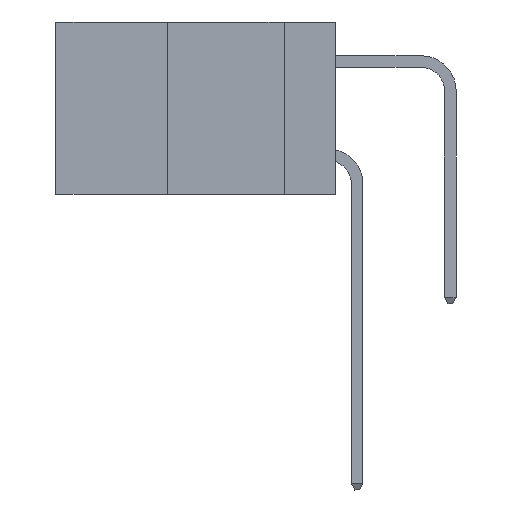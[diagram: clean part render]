
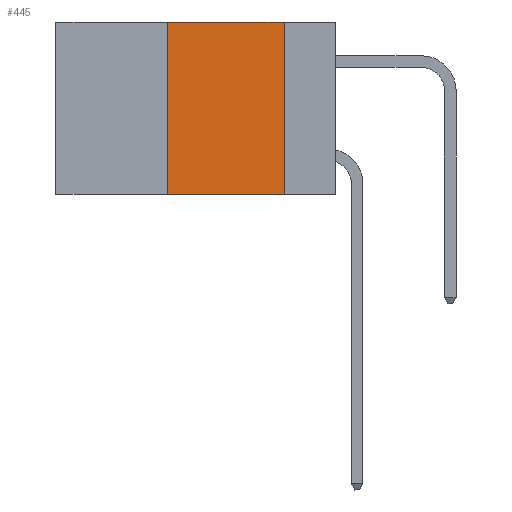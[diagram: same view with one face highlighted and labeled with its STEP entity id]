
A CAD part, left-side view. The second image highlights one B-rep face of the part: STEP entity #445.
In plain terms, the highlighted planar face has unit normal (-1, 0, 0).
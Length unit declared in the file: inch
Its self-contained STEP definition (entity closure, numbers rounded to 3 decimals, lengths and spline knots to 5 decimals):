
#386 = VERTEX_POINT ( 'NONE', #26876 ) ;
#445 = ADVANCED_FACE ( 'NONE', ( #3315 ), #6958, .F. ) ;
#863 = LINE ( 'NONE', #15942, #27227 ) ;
#1274 = DIRECTION ( 'NONE',  ( 0., -1., 0. ) ) ;
#1466 = CARTESIAN_POINT ( 'NONE',  ( 0., 0.6, -0.37 ) ) ;
#1705 = ORIENTED_EDGE ( 'NONE', *, *, #13126, .F. ) ;
#2049 = VERTEX_POINT ( 'NONE', #7745 ) ;
#3315 = FACE_OUTER_BOUND ( 'NONE', #23197, .T. ) ;
#4051 = LINE ( 'NONE', #16416, #6182 ) ;
#4489 = LINE ( 'NONE', #18656, #6633 ) ;
#6182 = VECTOR ( 'NONE', #11966, 39.37008 ) ;
#6633 = VECTOR ( 'NONE', #16356, 39.37008 ) ;
#6651 = VERTEX_POINT ( 'NONE', #27133 ) ;
#6958 = PLANE ( 'NONE',  #8612 ) ;
#7745 = CARTESIAN_POINT ( 'NONE',  ( 0., 0.11, 0. ) ) ;
#8612 = AXIS2_PLACEMENT_3D ( 'NONE', #25070, #13334, #18110 ) ;
#8968 = ORIENTED_EDGE ( 'NONE', *, *, #10402, .T. ) ;
#10402 = EDGE_CURVE ( 'NONE', #6651, #386, #16803, .T. ) ;
#11966 = DIRECTION ( 'NONE',  ( 0., 0., 1. ) ) ;
#13126 = EDGE_CURVE ( 'NONE', #2049, #386, #4489, .T. ) ;
#13334 = DIRECTION ( 'NONE',  ( 1., 0., 0. ) ) ;
#13926 = VECTOR ( 'NONE', #1274, 39.37008 ) ;
#15942 = CARTESIAN_POINT ( 'NONE',  ( 0., 0.6, 0. ) ) ;
#16356 = DIRECTION ( 'NONE',  ( 0., 0., -1. ) ) ;
#16416 = CARTESIAN_POINT ( 'NONE',  ( 0., 0.36, 0. ) ) ;
#16558 = CARTESIAN_POINT ( 'NONE',  ( 0., 0.36, 0. ) ) ;
#16803 = LINE ( 'NONE', #1466, #13926 ) ;
#17561 = VERTEX_POINT ( 'NONE', #16558 ) ;
#18110 = DIRECTION ( 'NONE',  ( 0., 0., -1. ) ) ;
#18656 = CARTESIAN_POINT ( 'NONE',  ( 0., 0.11, 0. ) ) ;
#23197 = EDGE_LOOP ( 'NONE', ( #1705, #26780, #27250, #8968 ) ) ;
#25070 = CARTESIAN_POINT ( 'NONE',  ( 0., 0.6, 0. ) ) ;
#26780 = ORIENTED_EDGE ( 'NONE', *, *, #27827, .F. ) ;
#26876 = CARTESIAN_POINT ( 'NONE',  ( 0., 0.11, -0.37 ) ) ;
#27133 = CARTESIAN_POINT ( 'NONE',  ( 0., 0.36, -0.37 ) ) ;
#27227 = VECTOR ( 'NONE', #27598, 39.37008 ) ;
#27250 = ORIENTED_EDGE ( 'NONE', *, *, #27484, .F. ) ;
#27484 = EDGE_CURVE ( 'NONE', #6651, #17561, #4051, .T. ) ;
#27598 = DIRECTION ( 'NONE',  ( 0., -1., 0. ) ) ;
#27827 = EDGE_CURVE ( 'NONE', #17561, #2049, #863, .T. ) ;
